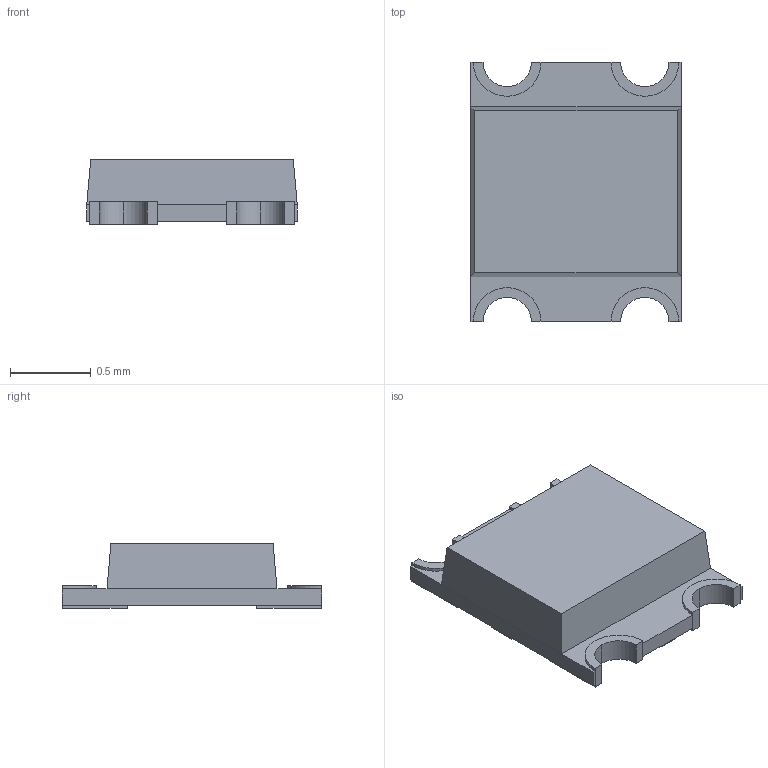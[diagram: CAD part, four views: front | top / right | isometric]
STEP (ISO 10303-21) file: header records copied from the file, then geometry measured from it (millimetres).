
FILE_DESCRIPTION (( 'STEP AP214' ), '1' );
FILE_NAME ('LED-ARRAY-SMD_4P-L1.6-W1.3-TR.STEP', '2022-02-18T07:44:23', ( '微软用户' ), ( '微软中国' ), 'SwSTEP 2.0', 'SolidWorks 2017', '' );
FILE_SCHEMA (( 'AUTOMOTIVE_DESIGN' ));
Length unit declared in the file: millimetre
Products named in the file (1): LED-ARRAY-SMD_4P-L1.6-W1.3-TR
Bounding box: 1.3 x 1.6 x 0.4 mm (x, y, z)
Volume: 0.6 mm3; surface area: 6.9 mm2
Topology: 2 solids, 2 shells, 141 faces, 378 edges, 248 vertices
Faces by surface type: plane 115, bspline 14, cylinder 12
Entity records: 5987 total; most frequent: CARTESIAN_POINT 1566, ORIENTED_EDGE 756, DIRECTION 630, EDGE_CURVE 378, VECTOR 326, LINE 326, VERTEX_POINT 248, AXIS2_PLACEMENT_3D 152
